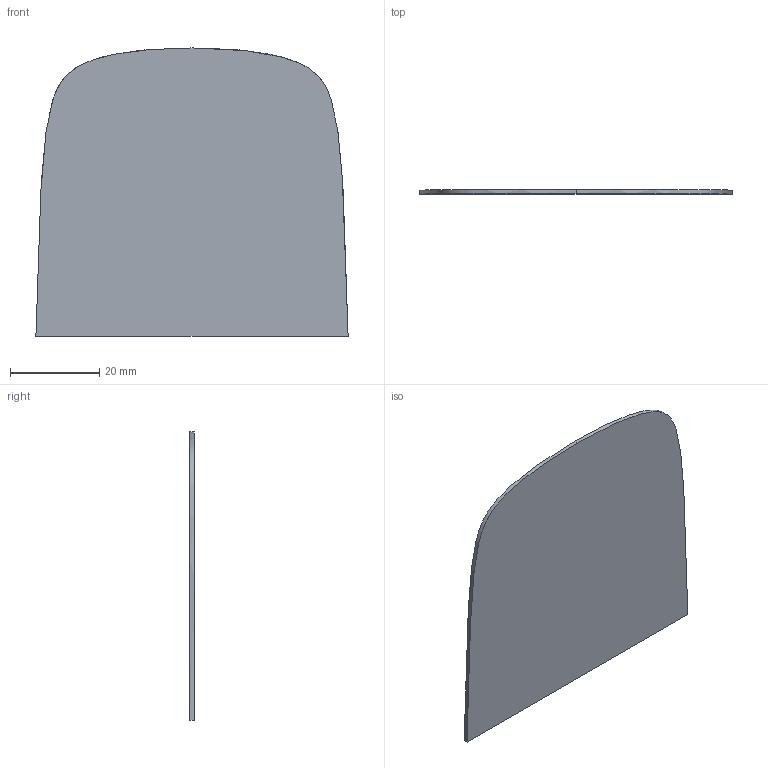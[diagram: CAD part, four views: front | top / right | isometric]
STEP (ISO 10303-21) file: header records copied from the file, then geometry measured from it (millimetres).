
FILE_DESCRIPTION(/* description */ (''),/* implementation_level */ '2;1');
FILE_NAME(/* name */ 'Base Pad.step',/* time_stamp */ '2023-06-01T19:13:30-07:00',/* author */ (''),/* organization */ (''),/* preprocessor_version */ 'ST-DEVELOPER v19.2',/* originating_system */ 'Autodesk Translation Framework v12.6.0.85',/* authorisation */ '');
FILE_SCHEMA (('AUTOMOTIVE_DESIGN { 1 0 10303 214 3 1 1 }'));
Length unit declared in the file: millimetre
Products named in the file (1): Base Pad
Bounding box: 69.98 x 0.9 x 64.57 mm (x, y, z)
Volume: 3658.6 mm3; surface area: 8616.5 mm2
Topology: 1 solids, 1 shells, 113 faces, 171 edges, 114 vertices
Faces by surface type: torus 54, sphere 54, plane 3, bspline 2
Entity records: 2747 total; most frequent: DIRECTION 551, CARTESIAN_POINT 523, ORIENTED_EDGE 342, AXIS2_PLACEMENT_3D 274, EDGE_CURVE 171, EDGE_LOOP 167, CIRCLE 162, VERTEX_POINT 114
